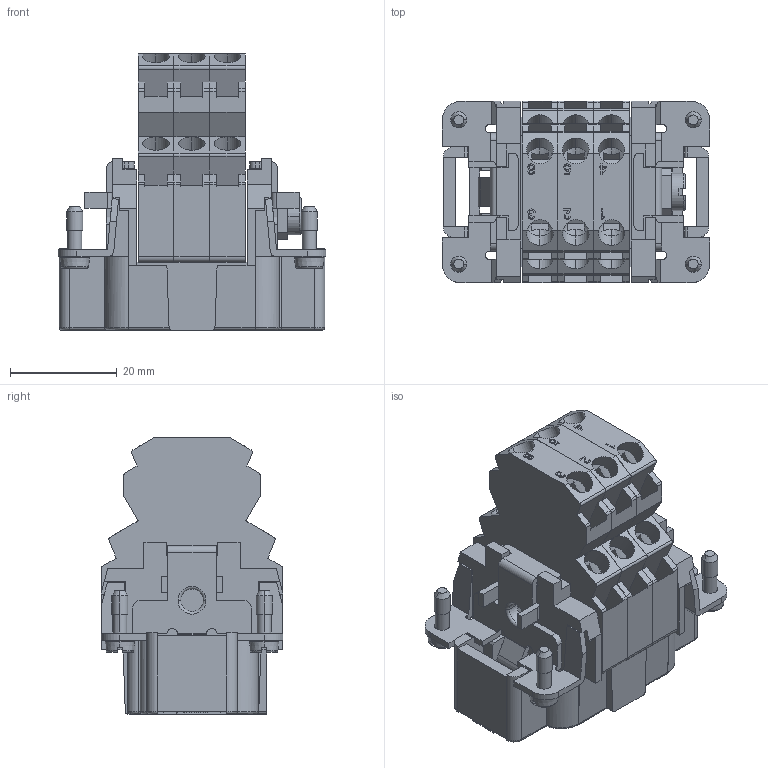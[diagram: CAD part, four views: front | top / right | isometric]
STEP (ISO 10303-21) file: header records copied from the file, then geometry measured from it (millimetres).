
FILE_DESCRIPTION(('Creo Elements/Direct Modeling STEP Export'),'2;1');
FILE_NAME('CSSM 06.stp','2012-03-02T 8:10:32',(''),(''),'Creo Elements/Direct Modeling STEP processor for AP214 (Solid Model)','Creo Elements/Direct Modeling 17.0D 15-Jul-2011 (C) Parametric Technology GmbH','');
FILE_SCHEMA(('AUTOMOTIVE_DESIGN { 1 0 10303 214 1 1 1 1 }'));
Products named in the file (2): CSSM_06
Assembly tree (1 placements, depth 2):
  CSSM_06
    CSSM_06
Bounding box: 50.1 x 34 x 51.7 mm (x, y, z)
Volume: 30006.1 mm3; surface area: 23174.4 mm2
Topology: 1 solids, 1 shells, 1581 faces, 4430 edges, 2890 vertices
Faces by surface type: plane 1203, cylinder 255, cone 64, torus 55, sphere 4
Entity records: 63130 total; most frequent: CARTESIAN_POINT 14842, ORIENTED_EDGE 8852, DIRECTION 7814, EDGE_CURVE 4426, VECTOR 3572, LINE 3572, VERTEX_POINT 2890, AXIS2_PLACEMENT_3D 2121
